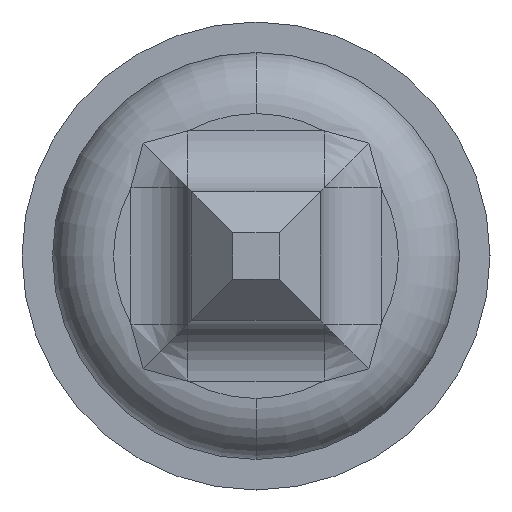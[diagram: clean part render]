
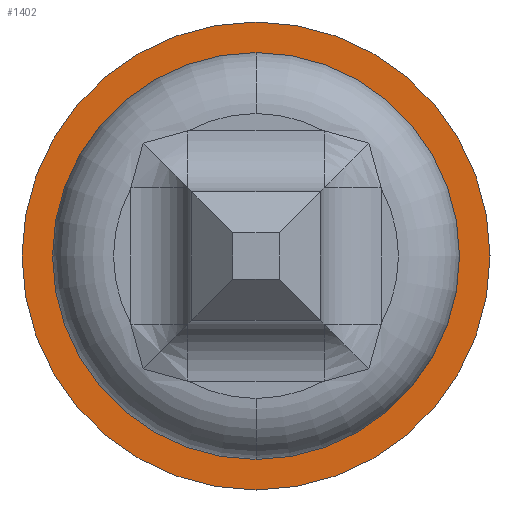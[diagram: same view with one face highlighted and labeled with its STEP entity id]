
A CAD part, front view. The second image highlights one B-rep face of the part: STEP entity #1402.
In plain terms, the highlighted planar face has unit normal (0, -1, 0).
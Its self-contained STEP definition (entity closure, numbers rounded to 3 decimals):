
#9 = CARTESIAN_POINT ( 'NONE',  ( 0., -2., 0. ) ) ;
#58 = DIRECTION ( 'NONE',  ( 0., -1., 0. ) ) ;
#77 = DIRECTION ( 'NONE',  ( 0., 0., -1. ) ) ;
#171 = VERTEX_POINT ( 'NONE', #395 ) ;
#293 = VERTEX_POINT ( 'NONE', #3825 ) ;
#379 = ORIENTED_EDGE ( 'NONE', *, *, #465, .F. ) ;
#395 = CARTESIAN_POINT ( 'NONE',  ( 0., -2., -1.15 ) ) ;
#465 = EDGE_CURVE ( 'Defeature ausgef�hrt1_6+Defeature ausgef�hrt1_7+Defeature ausgef�hrt1_7+Defeature ausgef�hrt1_7', #637, #171, #4225, .T. ) ;
#620 = ORIENTED_EDGE ( 'NONE', *, *, #4229, .T. ) ;
#637 = VERTEX_POINT ( 'NONE', #667 ) ;
#667 = CARTESIAN_POINT ( 'NONE',  ( 0., -2., 1.15 ) ) ;
#856 = CIRCLE ( 'NONE', #4740, 1. ) ;
#894 = DIRECTION ( 'NONE',  ( 0., 0., 1. ) ) ;
#1055 = AXIS2_PLACEMENT_3D ( 'NONE', #2651, #3761, #3032 ) ;
#1090 = FACE_BOUND ( 'NONE', #3957, .T. ) ;
#1336 = VERTEX_POINT ( 'NONE', #3451 ) ;
#1347 = AXIS2_PLACEMENT_3D ( 'NONE', #9, #4864, #2933 ) ;
#1402 = ADVANCED_FACE ( 'Defeature ausgef�hrt1_7', ( #1090, #1663 ), #4198, .T. ) ;
#1439 = EDGE_CURVE ( 'Defeature ausgef�hrt1_7+Defeature ausgef�hrt1_8+Defeature ausgef�hrt1_8+Defeature ausgef�hrt1_8', #1336, #293, #856, .T. ) ;
#1614 = CARTESIAN_POINT ( 'NONE',  ( 0., -2., 0. ) ) ;
#1642 = ORIENTED_EDGE ( 'NONE', *, *, #1439, .T. ) ;
#1663 = FACE_OUTER_BOUND ( 'NONE', #3313, .T. ) ;
#1763 = CIRCLE ( 'NONE', #1055, 1.15 ) ;
#1907 = CARTESIAN_POINT ( 'NONE',  ( -1.15, -2., 0. ) ) ;
#2157 = CARTESIAN_POINT ( 'NONE',  ( 0., -2., 0. ) ) ;
#2234 = DIRECTION ( 'NONE',  ( 0., 0., 1. ) ) ;
#2286 = CIRCLE ( 'NONE', #3486, 1. ) ;
#2287 = AXIS2_PLACEMENT_3D ( 'NONE', #1907, #58, #77 ) ;
#2436 = ORIENTED_EDGE ( 'NONE', *, *, #2477, .F. ) ;
#2477 = EDGE_CURVE ( 'Defeature ausgef�hrt1_6+Defeature ausgef�hrt1_7+Defeature ausgef�hrt1_7+Defeature ausgef�hrt1_7', #171, #637, #1763, .T. ) ;
#2651 = CARTESIAN_POINT ( 'NONE',  ( 0., -2., 0. ) ) ;
#2933 = DIRECTION ( 'NONE',  ( 0., 0., 1. ) ) ;
#3032 = DIRECTION ( 'NONE',  ( 0., 0., 1. ) ) ;
#3313 = EDGE_LOOP ( 'NONE', ( #379, #2436 ) ) ;
#3451 = CARTESIAN_POINT ( 'NONE',  ( 0., -2., 1. ) ) ;
#3486 = AXIS2_PLACEMENT_3D ( 'NONE', #2157, #3750, #2234 ) ;
#3750 = DIRECTION ( 'NONE',  ( 0., 1., 0. ) ) ;
#3761 = DIRECTION ( 'NONE',  ( 0., 1., 0. ) ) ;
#3825 = CARTESIAN_POINT ( 'NONE',  ( 0., -2., -1. ) ) ;
#3957 = EDGE_LOOP ( 'NONE', ( #1642, #620 ) ) ;
#4198 = PLANE ( 'NONE',  #2287 ) ;
#4225 = CIRCLE ( 'NONE', #1347, 1.15 ) ;
#4229 = EDGE_CURVE ( 'Defeature ausgef�hrt1_7+Defeature ausgef�hrt1_8+Defeature ausgef�hrt1_8+Defeature ausgef�hrt1_8', #293, #1336, #2286, .T. ) ;
#4285 = DIRECTION ( 'NONE',  ( 0., 1., 0. ) ) ;
#4740 = AXIS2_PLACEMENT_3D ( 'NONE', #1614, #4285, #894 ) ;
#4864 = DIRECTION ( 'NONE',  ( 0., 1., 0. ) ) ;
